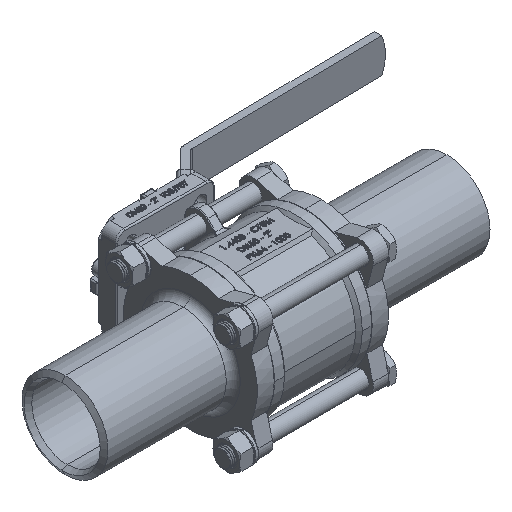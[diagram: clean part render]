
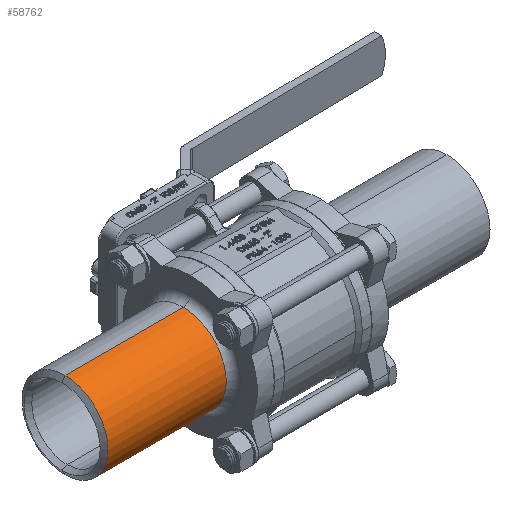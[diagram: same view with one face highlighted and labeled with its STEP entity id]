
A CAD part, isometric view. The second image highlights one B-rep face of the part: STEP entity #58762.
In plain terms, the highlighted cylindrical face has radius 30.5 mm (diameter 61 mm), a partial arc.
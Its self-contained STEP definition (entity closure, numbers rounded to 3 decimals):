
#3459 = ORIENTED_EDGE ( 'NONE', *, *, #13125, .T. ) ;
#4256 = VECTOR ( 'NONE', #29721, 1000. ) ;
#6156 = VERTEX_POINT ( 'NONE', #51433 ) ;
#8292 = CARTESIAN_POINT ( 'NONE',  ( 0., 0., -88.879 ) ) ;
#11426 = ORIENTED_EDGE ( 'NONE', *, *, #59907, .T. ) ;
#11549 = AXIS2_PLACEMENT_3D ( 'NONE', #52336, #42413, #22650 ) ;
#13125 = EDGE_CURVE ( 'NONE', #37074, #33445, #20340, .T. ) ;
#13212 = DIRECTION ( 'NONE',  ( 1., 0., 0. ) ) ;
#14963 = CIRCLE ( 'NONE', #42043, 30.5 ) ;
#18919 = LINE ( 'NONE', #24793, #4256 ) ;
#20340 = CIRCLE ( 'NONE', #41706, 30.5 ) ;
#20499 = CARTESIAN_POINT ( 'NONE',  ( 0., 0., -5. ) ) ;
#22630 = CARTESIAN_POINT ( 'NONE',  ( 30.5, 0., -5. ) ) ;
#22650 = DIRECTION ( 'NONE',  ( 1., 0., 0. ) ) ;
#23241 = VERTEX_POINT ( 'NONE', #46763 ) ;
#24793 = CARTESIAN_POINT ( 'NONE',  ( 30.5, 0., 0. ) ) ;
#25418 = DIRECTION ( 'NONE',  ( 1., 0., 0. ) ) ;
#25532 = ORIENTED_EDGE ( 'NONE', *, *, #44770, .T. ) ;
#29721 = DIRECTION ( 'NONE',  ( 0., 0., 1. ) ) ;
#33376 = CYLINDRICAL_SURFACE ( 'NONE', #11549, 30.5 ) ;
#33445 = VERTEX_POINT ( 'NONE', #39004 ) ;
#35283 = CARTESIAN_POINT ( 'NONE',  ( -30.5, 0., 0. ) ) ;
#37074 = VERTEX_POINT ( 'NONE', #22630 ) ;
#37545 = ORIENTED_EDGE ( 'NONE', *, *, #62278, .F. ) ;
#39004 = CARTESIAN_POINT ( 'NONE',  ( -30.5, 0., -5. ) ) ;
#41706 = AXIS2_PLACEMENT_3D ( 'NONE', #20499, #54920, #25418 ) ;
#42043 = AXIS2_PLACEMENT_3D ( 'NONE', #8292, #42688, #13212 ) ;
#42413 = DIRECTION ( 'NONE',  ( 0., 0., 1. ) ) ;
#42688 = DIRECTION ( 'NONE',  ( 0., 0., 1. ) ) ;
#44770 = EDGE_CURVE ( 'NONE', #6156, #37074, #18919, .T. ) ;
#46763 = CARTESIAN_POINT ( 'NONE',  ( -30.5, 0., -88.879 ) ) ;
#48447 = EDGE_LOOP ( 'NONE', ( #37545, #11426, #25532, #3459 ) ) ;
#51433 = CARTESIAN_POINT ( 'NONE',  ( 30.5, 0., -88.879 ) ) ;
#52336 = CARTESIAN_POINT ( 'NONE',  ( 0., 0., 0. ) ) ;
#54920 = DIRECTION ( 'NONE',  ( 0., 0., -1. ) ) ;
#55281 = DIRECTION ( 'NONE',  ( 0., 0., 1. ) ) ;
#58642 = VECTOR ( 'NONE', #55281, 1000. ) ;
#58762 = ADVANCED_FACE ( 'NONE', ( #59559 ), #33376, .T. ) ;
#59559 = FACE_OUTER_BOUND ( 'NONE', #48447, .T. ) ;
#59907 = EDGE_CURVE ( 'NONE', #23241, #6156, #14963, .T. ) ;
#61692 = LINE ( 'NONE', #35283, #58642 ) ;
#62278 = EDGE_CURVE ( 'NONE', #23241, #33445, #61692, .T. ) ;
